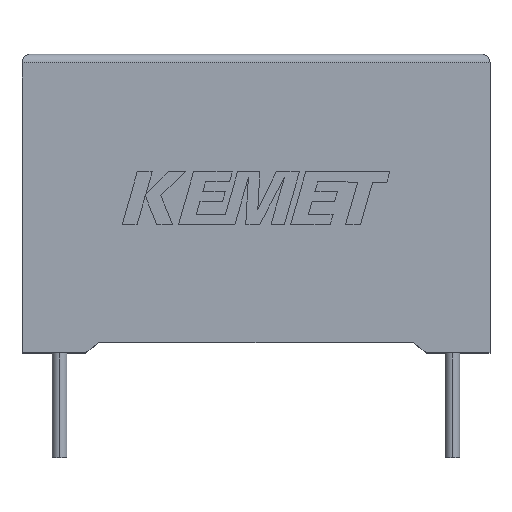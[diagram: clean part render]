
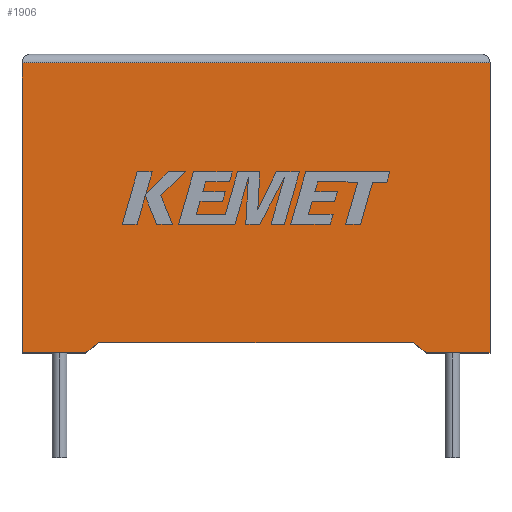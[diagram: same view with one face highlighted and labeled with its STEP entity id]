
A CAD part, top view. The second image highlights one B-rep face of the part: STEP entity #1906.
In plain terms, the highlighted planar face has unit normal (0, 0, 1).
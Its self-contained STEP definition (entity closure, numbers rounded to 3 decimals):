
#2 = CARTESIAN_POINT ( 'NONE',  ( 0., 0., 8.7 ) ) ;
#11 = EDGE_CURVE ( 'NONE', #158, #2358, #2553, .T. ) ;
#66 = PLANE ( 'NONE',  #138 ) ;
#103 = ORIENTED_EDGE ( 'NONE', *, *, #2620, .T. ) ;
#138 = AXIS2_PLACEMENT_3D ( 'NONE', #990, #291, #2870 ) ;
#150 = CARTESIAN_POINT ( 'NONE',  ( 26.8, 16.6, 8.7 ) ) ;
#158 = VERTEX_POINT ( 'NONE', #750 ) ;
#205 = ORIENTED_EDGE ( 'NONE', *, *, #2251, .T. ) ;
#207 = LINE ( 'NONE', #2, #1410 ) ;
#291 = DIRECTION ( 'NONE',  ( 0., 0., -1. ) ) ;
#370 = LINE ( 'NONE', #2699, #487 ) ;
#440 = VECTOR ( 'NONE', #666, 1000. ) ;
#464 = DIRECTION ( 'NONE',  ( 1., 0., 0. ) ) ;
#468 = ORIENTED_EDGE ( 'NONE', *, *, #1312, .F. ) ;
#487 = VECTOR ( 'NONE', #1069, 1000. ) ;
#538 = VECTOR ( 'NONE', #1060, 1000. ) ;
#622 = CARTESIAN_POINT ( 'NONE',  ( 4.394, 0.59, 8.7 ) ) ;
#666 = DIRECTION ( 'NONE',  ( -1., 0., 0. ) ) ;
#744 = FACE_OUTER_BOUND ( 'NONE', #1349, .T. ) ;
#750 = CARTESIAN_POINT ( 'NONE',  ( 22.406, 0.59, 8.7 ) ) ;
#802 = EDGE_CURVE ( 'NONE', #2203, #1329, #1152, .T. ) ;
#874 = DIRECTION ( 'NONE',  ( -1., 0., 0. ) ) ;
#892 = CARTESIAN_POINT ( 'NONE',  ( 13.4, 0.59, 8.7 ) ) ;
#964 = DIRECTION ( 'NONE',  ( 0., -1., 0. ) ) ;
#977 = CARTESIAN_POINT ( 'NONE',  ( 26.8, 0., 8.7 ) ) ;
#990 = CARTESIAN_POINT ( 'NONE',  ( 0., 0., 8.7 ) ) ;
#1060 = DIRECTION ( 'NONE',  ( 0., 1., 0. ) ) ;
#1069 = DIRECTION ( 'NONE',  ( -0.784, -0.621, 0. ) ) ;
#1152 = LINE ( 'NONE', #2280, #440 ) ;
#1231 = EDGE_CURVE ( 'NONE', #2358, #1741, #207, .T. ) ;
#1233 = CARTESIAN_POINT ( 'NONE',  ( 0., 16.6, 8.7 ) ) ;
#1234 = ORIENTED_EDGE ( 'NONE', *, *, #1468, .T. ) ;
#1257 = CARTESIAN_POINT ( 'NONE',  ( 0., 0., 8.7 ) ) ;
#1312 = EDGE_CURVE ( 'NONE', #1488, #2727, #370, .T. ) ;
#1329 = VERTEX_POINT ( 'NONE', #1233 ) ;
#1349 = EDGE_LOOP ( 'NONE', ( #205, #1923, #103, #1234, #468, #2249, #1830, #1423 ) ) ;
#1410 = VECTOR ( 'NONE', #464, 1000. ) ;
#1423 = ORIENTED_EDGE ( 'NONE', *, *, #1231, .T. ) ;
#1468 = EDGE_CURVE ( 'NONE', #1471, #2727, #2924, .T. ) ;
#1471 = VERTEX_POINT ( 'NONE', #1997 ) ;
#1488 = VERTEX_POINT ( 'NONE', #622 ) ;
#1741 = VERTEX_POINT ( 'NONE', #977 ) ;
#1830 = ORIENTED_EDGE ( 'NONE', *, *, #11, .T. ) ;
#1883 = EDGE_CURVE ( 'NONE', #158, #1488, #3001, .T. ) ;
#1897 = VECTOR ( 'NONE', #2626, 1000. ) ;
#1906 = ADVANCED_FACE ( 'NONE', ( #744 ), #66, .F. ) ;
#1914 = CARTESIAN_POINT ( 'NONE',  ( 0., 0., 8.7 ) ) ;
#1923 = ORIENTED_EDGE ( 'NONE', *, *, #802, .T. ) ;
#1997 = CARTESIAN_POINT ( 'NONE',  ( 0., 0., 8.7 ) ) ;
#2133 = LINE ( 'NONE', #1914, #2716 ) ;
#2203 = VERTEX_POINT ( 'NONE', #150 ) ;
#2249 = ORIENTED_EDGE ( 'NONE', *, *, #1883, .F. ) ;
#2251 = EDGE_CURVE ( 'NONE', #1741, #2203, #2525, .T. ) ;
#2280 = CARTESIAN_POINT ( 'NONE',  ( 0., 16.6, 8.7 ) ) ;
#2321 = CARTESIAN_POINT ( 'NONE',  ( 23.15, 0., 8.7 ) ) ;
#2334 = DIRECTION ( 'NONE',  ( 0.784, -0.621, 0. ) ) ;
#2358 = VERTEX_POINT ( 'NONE', #2579 ) ;
#2474 = CARTESIAN_POINT ( 'NONE',  ( 3.65, 0., 8.7 ) ) ;
#2525 = LINE ( 'NONE', #2770, #538 ) ;
#2553 = LINE ( 'NONE', #2321, #2984 ) ;
#2579 = CARTESIAN_POINT ( 'NONE',  ( 23.15, 0., 8.7 ) ) ;
#2620 = EDGE_CURVE ( 'NONE', #1329, #1471, #2133, .T. ) ;
#2626 = DIRECTION ( 'NONE',  ( 1., 0., 0. ) ) ;
#2699 = CARTESIAN_POINT ( 'NONE',  ( 3.65, 0., 8.7 ) ) ;
#2716 = VECTOR ( 'NONE', #964, 1000. ) ;
#2727 = VERTEX_POINT ( 'NONE', #2474 ) ;
#2750 = VECTOR ( 'NONE', #874, 1000. ) ;
#2770 = CARTESIAN_POINT ( 'NONE',  ( 26.8, 0., 8.7 ) ) ;
#2870 = DIRECTION ( 'NONE',  ( -1., 0., 0. ) ) ;
#2924 = LINE ( 'NONE', #1257, #1897 ) ;
#2984 = VECTOR ( 'NONE', #2334, 1000. ) ;
#3001 = LINE ( 'NONE', #892, #2750 ) ;
